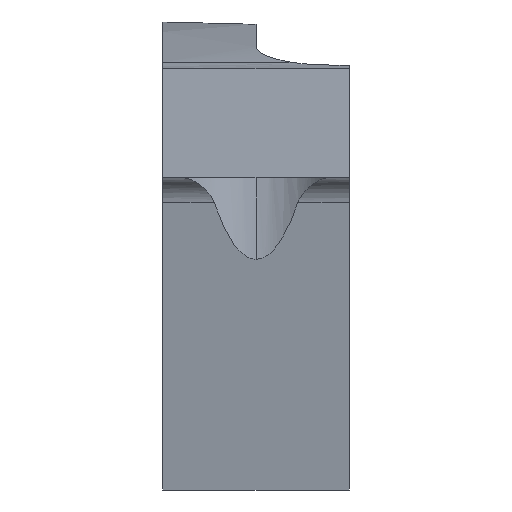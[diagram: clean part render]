
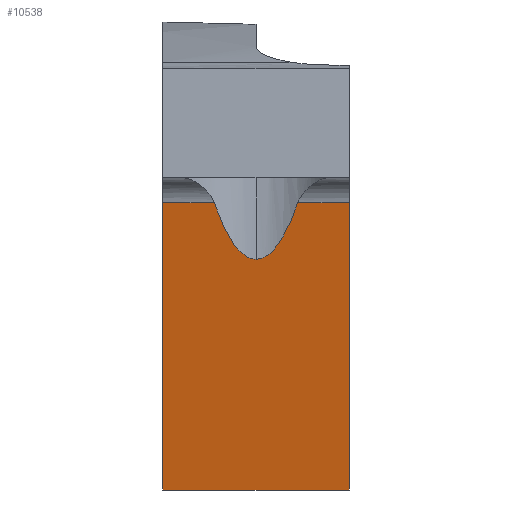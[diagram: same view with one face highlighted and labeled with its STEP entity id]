
A CAD part, top view. The second image highlights one B-rep face of the part: STEP entity #10538.
In plain terms, the highlighted planar face has unit normal (0, -0.199, 0.98).
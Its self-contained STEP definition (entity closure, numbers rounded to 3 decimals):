
#63=DIRECTION('',(0.,-0.98,-0.199));
#64=VECTOR('',#63,18.823);
#65=CARTESIAN_POINT('',(0.,-8.601,-10.765));
#66=LINE('',#65,#64);
#79=DIRECTION('',(1.,0.,0.));
#80=VECTOR('',#79,12.);
#81=CARTESIAN_POINT('',(0.,-27.047,-14.517));
#82=LINE('',#81,#80);
#93=CARTESIAN_POINT('',(3.321,-8.601,-10.765));
#94=CARTESIAN_POINT('',(3.462,-9.014,-10.849));
#95=CARTESIAN_POINT('',(3.765,-9.812,-11.011));
#96=CARTESIAN_POINT('',(4.304,-10.894,-11.231));
#97=CARTESIAN_POINT('',(4.856,-11.656,-11.386));
#98=CARTESIAN_POINT('',(5.424,-12.093,-11.475));
#99=CARTESIAN_POINT('',(5.778,-12.215,-11.5));
#100=CARTESIAN_POINT('',(6.,-12.215,-11.5));
#102=CARTESIAN_POINT('',(6.,-12.215,-11.5));
#103=CARTESIAN_POINT('',(6.222,-12.215,-11.5));
#104=CARTESIAN_POINT('',(6.576,-12.093,-11.475));
#105=CARTESIAN_POINT('',(7.144,-11.656,-11.386));
#106=CARTESIAN_POINT('',(7.696,-10.894,-11.231));
#107=CARTESIAN_POINT('',(8.235,-9.812,-11.011));
#108=CARTESIAN_POINT('',(8.538,-9.014,-10.849));
#109=CARTESIAN_POINT('',(8.679,-8.601,-10.765));
#111=DIRECTION('',(1.,0.,0.));
#112=VECTOR('',#111,3.321);
#113=CARTESIAN_POINT('',(8.679,-8.601,-10.765));
#114=LINE('',#113,#112);
#115=DIRECTION('',(1.,0.,0.));
#116=VECTOR('',#115,3.321);
#117=CARTESIAN_POINT('',(0.,-8.601,-10.765));
#118=LINE('',#117,#116);
#2765=DIRECTION('',(0.,-0.98,-0.199));
#2766=VECTOR('',#2765,18.823);
#2767=CARTESIAN_POINT('',(12.,-8.601,-10.765));
#2768=LINE('',#2767,#2766);
#7873=CARTESIAN_POINT('',(0.,-27.047,-14.517));
#7875=VERTEX_POINT('',#7873);
#7885=CARTESIAN_POINT('',(12.,-27.047,-14.517));
#7887=VERTEX_POINT('',#7885);
#7899=CARTESIAN_POINT('',(0.,-8.601,-10.765));
#7900=VERTEX_POINT('',#7899);
#7903=CARTESIAN_POINT('',(12.,-8.601,-10.765));
#7904=VERTEX_POINT('',#7903);
#7941=VERTEX_POINT('',#93);
#7942=VERTEX_POINT('',#100);
#7943=VERTEX_POINT('',#109);
#10519=CARTESIAN_POINT('',(0.,-7.,-10.439));
#10520=DIRECTION('',(0.,-0.199,0.98));
#10521=DIRECTION('',(0.,-0.98,-0.199));
#10522=AXIS2_PLACEMENT_3D('',#10519,#10520,#10521);
#10523=PLANE('',#10522);
#10525=ORIENTED_EDGE('',*,*,#10524,.T.);
#10527=ORIENTED_EDGE('',*,*,#10526,.T.);
#10529=ORIENTED_EDGE('',*,*,#10528,.T.);
#10531=ORIENTED_EDGE('',*,*,#10530,.T.);
#10532=ORIENTED_EDGE('',*,*,#10505,.F.);
#10533=ORIENTED_EDGE('',*,*,#10477,.F.);
#10535=ORIENTED_EDGE('',*,*,#10534,.T.);
#10536=EDGE_LOOP('',(#10525,#10527,#10529,#10531,#10532,#10533,#10535));
#10537=FACE_OUTER_BOUND('',#10536,.F.);
#10538=ADVANCED_FACE('',(#10537),#10523,.T.);
#101=B_SPLINE_CURVE_WITH_KNOTS('',3,(#93,#94,#95,#96,#97,#98,#99,#100),
.UNSPECIFIED.,.F.,.F.,(4,1,1,1,1,4),(0.,0.25,0.5,0.75,0.875,1.),
.UNSPECIFIED.);
#110=B_SPLINE_CURVE_WITH_KNOTS('',3,(#102,#103,#104,#105,#106,#107,#108,#109),
.UNSPECIFIED.,.F.,.F.,(4,1,1,1,1,4),(0.,0.125,0.25,0.5,0.75,1.),
.UNSPECIFIED.);
#10477=EDGE_CURVE('',#7900,#7875,#66,.T.);
#10505=EDGE_CURVE('',#7875,#7887,#82,.T.);
#10524=EDGE_CURVE('',#7941,#7942,#101,.T.);
#10526=EDGE_CURVE('',#7942,#7943,#110,.T.);
#10528=EDGE_CURVE('',#7943,#7904,#114,.T.);
#10530=EDGE_CURVE('',#7904,#7887,#2768,.T.);
#10534=EDGE_CURVE('',#7900,#7941,#118,.T.);
